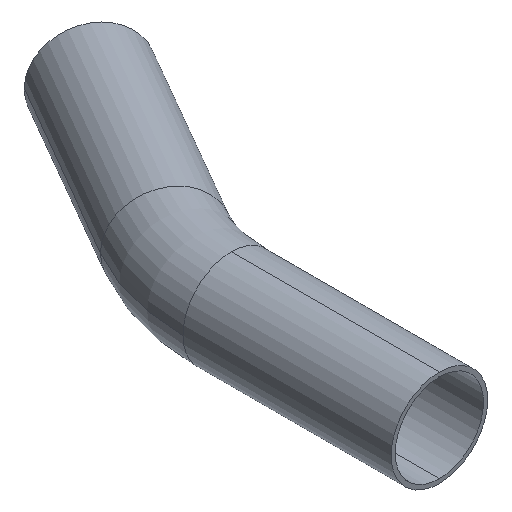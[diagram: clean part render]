
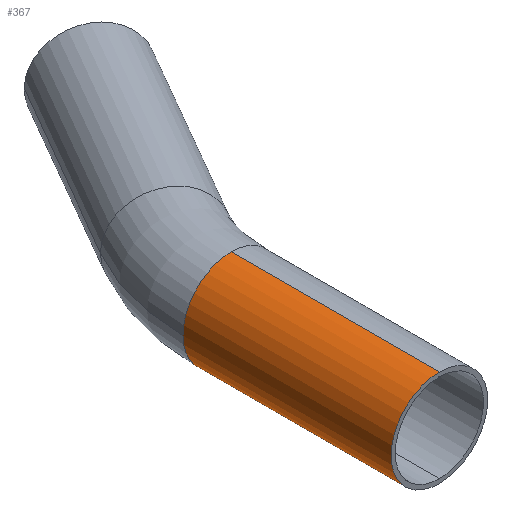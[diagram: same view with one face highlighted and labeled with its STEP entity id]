
A CAD part, isometric view. The second image highlights one B-rep face of the part: STEP entity #367.
In plain terms, the highlighted cylindrical face has radius 23.2 mm (diameter 46.4 mm), a partial arc.
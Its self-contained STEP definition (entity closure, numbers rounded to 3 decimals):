
#9 = DIRECTION ( 'NONE',  ( 0., -1., 0. ) ) ;
#28 = EDGE_CURVE ( 'NONE', #338, #212, #316, .T. ) ;
#34 = EDGE_CURVE ( 'NONE', #408, #287, #40, .T. ) ;
#40 = LINE ( 'NONE', #492, #208 ) ;
#45 = CARTESIAN_POINT ( 'NONE',  ( 0., 0., 23.2 ) ) ;
#68 = CARTESIAN_POINT ( 'NONE',  ( 0., 100., -23.2 ) ) ;
#71 = EDGE_CURVE ( 'NONE', #278, #408, #386, .T. ) ;
#75 = CARTESIAN_POINT ( 'NONE',  ( 0., 100., 0. ) ) ;
#93 = EDGE_LOOP ( 'NONE', ( #485, #332, #439, #301, #139 ) ) ;
#96 = AXIS2_PLACEMENT_3D ( 'NONE', #346, #9, #465 ) ;
#98 = CARTESIAN_POINT ( 'NONE',  ( 0., 0., 0. ) ) ;
#113 = CARTESIAN_POINT ( 'NONE',  ( 0., 0., 0. ) ) ;
#131 = AXIS2_PLACEMENT_3D ( 'NONE', #75, #186, #421 ) ;
#132 = FACE_OUTER_BOUND ( 'NONE', #93, .T. ) ;
#139 = ORIENTED_EDGE ( 'NONE', *, *, #167, .T. ) ;
#155 = CARTESIAN_POINT ( 'NONE',  ( -23.2, 100., 0. ) ) ;
#165 = CYLINDRICAL_SURFACE ( 'NONE', #192, 23.2 ) ;
#167 = EDGE_CURVE ( 'NONE', #212, #287, #385, .T. ) ;
#186 = DIRECTION ( 'NONE',  ( 0., -1., 0. ) ) ;
#187 = EDGE_CURVE ( 'NONE', #278, #338, #355, .T. ) ;
#192 = AXIS2_PLACEMENT_3D ( 'NONE', #98, #245, #407 ) ;
#208 = VECTOR ( 'NONE', #336, 1000. ) ;
#212 = VERTEX_POINT ( 'NONE', #155 ) ;
#218 = AXIS2_PLACEMENT_3D ( 'NONE', #113, #389, #390 ) ;
#240 = CARTESIAN_POINT ( 'NONE',  ( 0., 100., 23.2 ) ) ;
#245 = DIRECTION ( 'NONE',  ( 0., 1., 0. ) ) ;
#278 = VERTEX_POINT ( 'NONE', #286 ) ;
#286 = CARTESIAN_POINT ( 'NONE',  ( 0., 0., 23.2 ) ) ;
#287 = VERTEX_POINT ( 'NONE', #68 ) ;
#301 = ORIENTED_EDGE ( 'NONE', *, *, #28, .T. ) ;
#312 = DIRECTION ( 'NONE',  ( 0., 1., 0. ) ) ;
#316 = CIRCLE ( 'NONE', #131, 23.2 ) ;
#332 = ORIENTED_EDGE ( 'NONE', *, *, #71, .F. ) ;
#336 = DIRECTION ( 'NONE',  ( 0., 1., 0. ) ) ;
#338 = VERTEX_POINT ( 'NONE', #240 ) ;
#341 = VECTOR ( 'NONE', #312, 1000. ) ;
#346 = CARTESIAN_POINT ( 'NONE',  ( 0., 100., 0. ) ) ;
#355 = LINE ( 'NONE', #45, #341 ) ;
#367 = ADVANCED_FACE ( 'NONE', ( #132 ), #165, .T. ) ;
#385 = CIRCLE ( 'NONE', #96, 23.2 ) ;
#386 = CIRCLE ( 'NONE', #218, 23.2 ) ;
#389 = DIRECTION ( 'NONE',  ( 0., -1., 0. ) ) ;
#390 = DIRECTION ( 'NONE',  ( 1., 0., 0. ) ) ;
#407 = DIRECTION ( 'NONE',  ( 0., 0., 1. ) ) ;
#408 = VERTEX_POINT ( 'NONE', #459 ) ;
#421 = DIRECTION ( 'NONE',  ( 0., 0., 1. ) ) ;
#439 = ORIENTED_EDGE ( 'NONE', *, *, #187, .T. ) ;
#459 = CARTESIAN_POINT ( 'NONE',  ( 0., 0., -23.2 ) ) ;
#465 = DIRECTION ( 'NONE',  ( 0., 0., 1. ) ) ;
#485 = ORIENTED_EDGE ( 'NONE', *, *, #34, .F. ) ;
#492 = CARTESIAN_POINT ( 'NONE',  ( 0., 0., -23.2 ) ) ;
